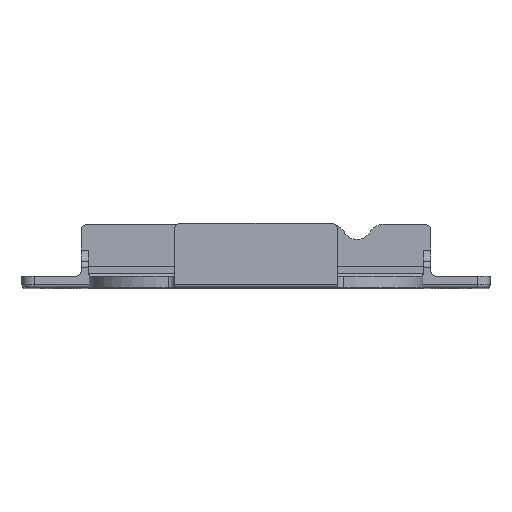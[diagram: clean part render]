
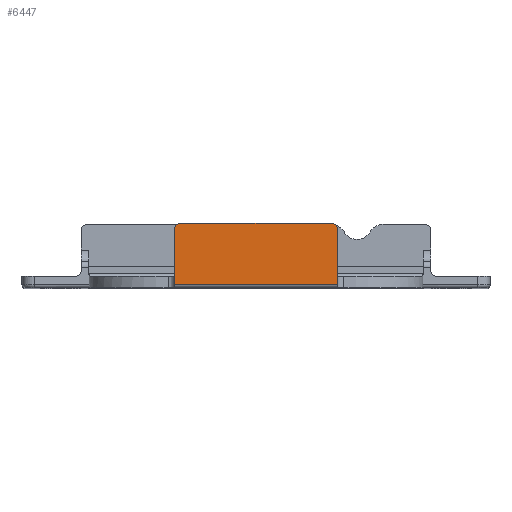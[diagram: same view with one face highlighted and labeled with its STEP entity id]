
A CAD part, top view. The second image highlights one B-rep face of the part: STEP entity #6447.
In plain terms, the highlighted planar face has unit normal (0, 0, 1).
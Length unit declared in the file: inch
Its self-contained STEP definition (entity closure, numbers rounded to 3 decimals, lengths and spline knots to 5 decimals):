
#93 = VERTEX_POINT ( 'NONE', #5722 ) ;
#108 = CARTESIAN_POINT ( 'NONE',  ( 0.81164, 0., 3.27824 ) ) ;
#163 = CARTESIAN_POINT ( 'NONE',  ( 0., 0., 3.27824 ) ) ;
#361 = CARTESIAN_POINT ( 'NONE',  ( 0.81164, -0.00625, 3.27824 ) ) ;
#698 = DIRECTION ( 'NONE',  ( 0., 0., 1. ) ) ;
#754 = ORIENTED_EDGE ( 'NONE', *, *, #4772, .T. ) ;
#1146 = EDGE_LOOP ( 'NONE', ( #6715, #3535, #9429, #7744, #3073, #754 ) ) ;
#1271 = VERTEX_POINT ( 'NONE', #4187 ) ;
#1416 = LINE ( 'NONE', #7516, #9108 ) ;
#1519 = AXIS2_PLACEMENT_3D ( 'NONE', #3709, #8153, #2965 ) ;
#1865 = CARTESIAN_POINT ( 'NONE',  ( -0.5383, 0.5, 3.27824 ) ) ;
#1917 = VERTEX_POINT ( 'NONE', #6652 ) ;
#2010 = AXIS2_PLACEMENT_3D ( 'NONE', #163, #8996, #6011 ) ;
#2334 = CIRCLE ( 'NONE', #1519, 0.05 ) ;
#2556 = EDGE_CURVE ( 'NONE', #93, #8660, #7768, .T. ) ;
#2906 = DIRECTION ( 'NONE',  ( -1., 0., 0. ) ) ;
#2965 = DIRECTION ( 'NONE',  ( -1., 0., 0. ) ) ;
#3073 = ORIENTED_EDGE ( 'NONE', *, *, #9112, .T. ) ;
#3418 = EDGE_CURVE ( 'NONE', #7703, #1917, #3817, .T. ) ;
#3535 = ORIENTED_EDGE ( 'NONE', *, *, #2556, .T. ) ;
#3554 = LINE ( 'NONE', #1865, #3791 ) ;
#3609 = DIRECTION ( 'NONE',  ( 1., 0., 0. ) ) ;
#3709 = CARTESIAN_POINT ( 'NONE',  ( -0.4883, 0.45, 3.27824 ) ) ;
#3791 = VECTOR ( 'NONE', #2906, 39.37008 ) ;
#3817 = CIRCLE ( 'NONE', #5998, 0.05 ) ;
#4187 = CARTESIAN_POINT ( 'NONE',  ( -0.5383, 0.45, 3.27824 ) ) ;
#4521 = DIRECTION ( 'NONE',  ( 0., 1., 0. ) ) ;
#4710 = EDGE_CURVE ( 'NONE', #8660, #7703, #8518, .T. ) ;
#4772 = EDGE_CURVE ( 'NONE', #5382, #1271, #2334, .T. ) ;
#5109 = CARTESIAN_POINT ( 'NONE',  ( 0.76164, 0.45, 3.27824 ) ) ;
#5253 = PLANE ( 'NONE',  #2010 ) ;
#5382 = VERTEX_POINT ( 'NONE', #5402 ) ;
#5402 = CARTESIAN_POINT ( 'NONE',  ( -0.4883, 0.5, 3.27824 ) ) ;
#5722 = CARTESIAN_POINT ( 'NONE',  ( -0.5383, -0.00625, 3.27824 ) ) ;
#5859 = DIRECTION ( 'NONE',  ( -1., 0., 0. ) ) ;
#5998 = AXIS2_PLACEMENT_3D ( 'NONE', #5109, #698, #5859 ) ;
#6011 = DIRECTION ( 'NONE',  ( -1., 0., 0. ) ) ;
#6447 = ADVANCED_FACE ( 'NONE', ( #8031 ), #5253, .F. ) ;
#6652 = CARTESIAN_POINT ( 'NONE',  ( 0.76164, 0.5, 3.27824 ) ) ;
#6715 = ORIENTED_EDGE ( 'NONE', *, *, #6792, .T. ) ;
#6792 = EDGE_CURVE ( 'NONE', #1271, #93, #1416, .T. ) ;
#7098 = VECTOR ( 'NONE', #3609, 39.37008 ) ;
#7191 = DIRECTION ( 'NONE',  ( 0., -1., 0. ) ) ;
#7516 = CARTESIAN_POINT ( 'NONE',  ( -0.5383, 0., 3.27824 ) ) ;
#7703 = VERTEX_POINT ( 'NONE', #9369 ) ;
#7744 = ORIENTED_EDGE ( 'NONE', *, *, #3418, .T. ) ;
#7768 = LINE ( 'NONE', #8819, #7098 ) ;
#8031 = FACE_OUTER_BOUND ( 'NONE', #1146, .T. ) ;
#8153 = DIRECTION ( 'NONE',  ( 0., 0., 1. ) ) ;
#8424 = VECTOR ( 'NONE', #4521, 39.37008 ) ;
#8518 = LINE ( 'NONE', #108, #8424 ) ;
#8660 = VERTEX_POINT ( 'NONE', #361 ) ;
#8819 = CARTESIAN_POINT ( 'NONE',  ( 0.81164, -0.00625, 3.27824 ) ) ;
#8996 = DIRECTION ( 'NONE',  ( 0., 0., -1. ) ) ;
#9108 = VECTOR ( 'NONE', #7191, 39.37008 ) ;
#9112 = EDGE_CURVE ( 'NONE', #1917, #5382, #3554, .T. ) ;
#9369 = CARTESIAN_POINT ( 'NONE',  ( 0.81164, 0.45, 3.27824 ) ) ;
#9429 = ORIENTED_EDGE ( 'NONE', *, *, #4710, .T. ) ;
